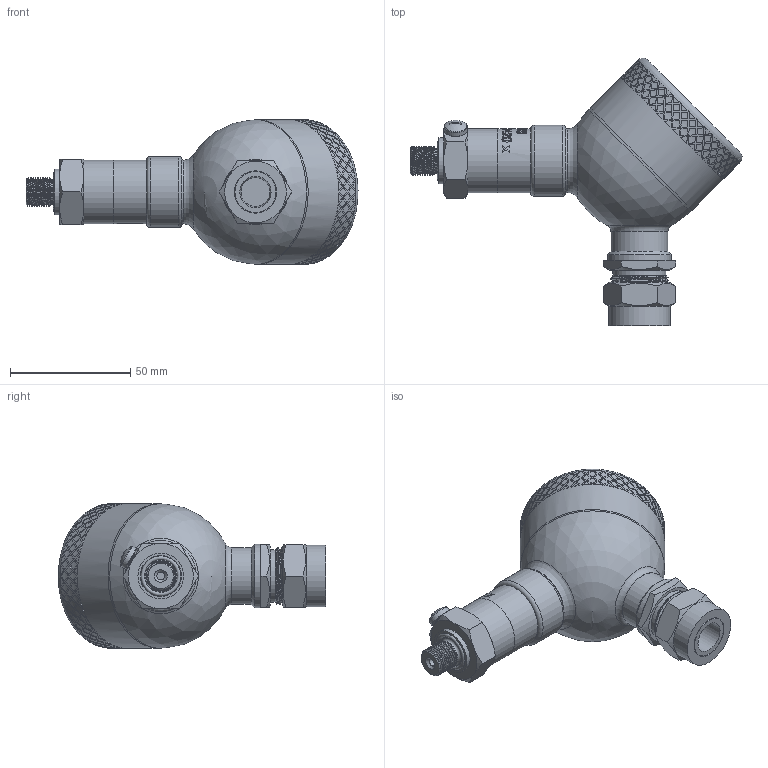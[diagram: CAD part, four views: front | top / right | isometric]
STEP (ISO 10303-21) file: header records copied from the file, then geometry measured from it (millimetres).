
FILE_DESCRIPTION(/* description */ (''),/* implementation_level */ '2;1');
FILE_NAME(/* name */ 'APZ3420x_M12x1DIN_CableGlandM20x1,5Exd_display.step',/* time_stamp */ '2021-07-02T14:26:17+03:00',/* author */ (''),/* organization */ (''),/* preprocessor_version */ 'ST-DEVELOPER v18.1',/* originating_system */ 'Autodesk Translation Framework v10.9.0.1377',/* authorisation */ '');
FILE_SCHEMA (('AUTOMOTIVE_DESIGN { 1 0 10303 214 3 1 1 }'));
Length unit declared in the file: millimetre
Products named in the file (8): АПЗ 3420 х заполненный; M12x1 DIN; Field housing; Cover for display; Display; Main body; screw M6x1 v1; M20x1,5 steel cable gland Ex d v3
Assembly tree (7 placements, depth 3):
  АПЗ 3420 х заполненный
    M12x1 DIN
    Field housing
      Cover for display
      Display
      Main body
    screw M6x1 v1
    M20x1,5 steel cable gland Ex d v3
Bounding box: 137.88 x 111.09 x 60.1 mm (x, y, z)
Volume: 231397.8 mm3; surface area: 51600.4 mm2
Topology: 15 solids, 15 shells, 1642 faces, 4101 edges, 2694 vertices
Faces by surface type: bspline 960, cylinder 358, plane 269, cone 33, torus 20, sphere 2
Full cylindrical faces by diameter (mm): 3.3 x1, 4.744 x3, 5 x4, 5.035 x2, 5.884 x4, 6.147 x1, 9.6 x1, 10.5 x1, 10.741 x9, 11.884 x8, 12 x1, 13 x1, 13.5 x1, 16.7 x1, 17 x2, 17.6 x1, 18.137 x7, 19 x1, 19.85 x6, 21 x1, 22 x1, 22.132 x1, 22.4 x1, 23.6 x1, 24.5 x2, 25.6 x1, 26.5 x3, 29.5 x1, 41 x3, 46 x2
Entity records: 70651 total; most frequent: CARTESIAN_POINT 39184, ORIENTED_EDGE 8196, EDGE_CURVE 4098, DIRECTION 3140, B_SPLINE_CURVE_WITH_KNOTS 2753, VERTEX_POINT 2694, EDGE_LOOP 1884, FACE_OUTER_BOUND 1642
